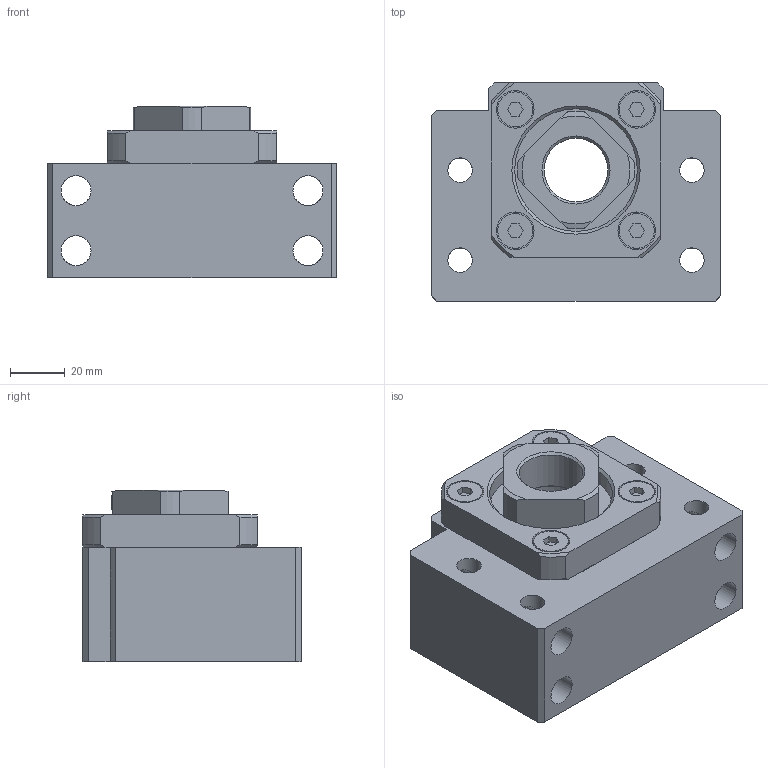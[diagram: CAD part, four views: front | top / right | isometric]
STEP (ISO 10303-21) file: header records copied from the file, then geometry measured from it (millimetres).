
FILE_DESCRIPTION( ( 'STEP AP203' ), ' ' );
FILE_NAME( 'BK_25Yes.stp', '2018-02-07T15:53:36', ( '' ), ( '' ), ' ', 'PARTsolutions', ' ' );
FILE_SCHEMA( ( 'CONFIG_CONTROL_DESIGN' ) );
Length unit declared in the file: millimetre
Products named in the file (3): BK 25Yes; _BK 25; _BK 25collar
Assembly tree (2 placements, depth 2):
  BK 25Yes
    _BK 25
    _BK 25collar
Bounding box: 106 x 80 x 63 mm (x, y, z)
Volume: 322411.6 mm3; surface area: 69357.1 mm2
Topology: 2 solids, 3 shells, 161 faces, 417 edges, 277 vertices
Faces by surface type: plane 93, cylinder 48, cone 19, torus 1
Full cylindrical faces by diameter (mm): 5 x2, 9 x12, 11 x4, 12.8 x4, 13.8 x4, 17.5 x4, 23.376 x1, 25 x2, 31 x1, 31.5 x2, 33 x1, 45 x2, 45.1 x1
Entity records: 5918 total; most frequent: CARTESIAN_POINT 2149, DIRECTION 726, ORIENTED_EDGE 688, EDGE_CURVE 344, AXIS2_PLACEMENT_3D 275, EDGE_LOOP 264, VERTEX_POINT 256, FACE_OUTER_BOUND 202
